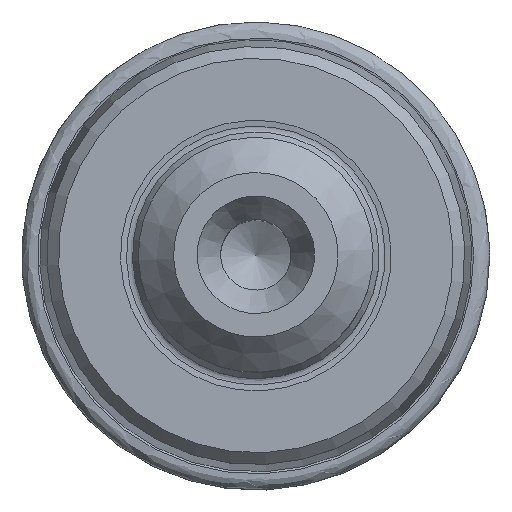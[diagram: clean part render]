
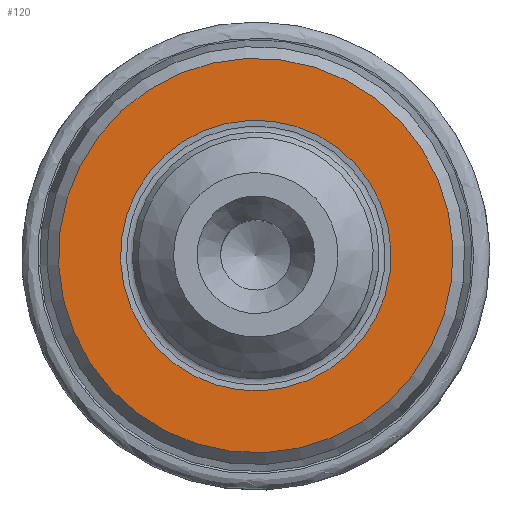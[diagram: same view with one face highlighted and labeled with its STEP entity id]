
A CAD part, top view. The second image highlights one B-rep face of the part: STEP entity #120.
In plain terms, the highlighted planar face has unit normal (0, 0, 1).
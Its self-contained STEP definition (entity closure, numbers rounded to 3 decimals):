
#96=PLANE('',#572);
#120=ADVANCED_FACE('',(#186,#187),#96,.F.);
#186=FACE_BOUND('',#271,.T.);
#187=FACE_BOUND('',#272,.T.);
#271=EDGE_LOOP('',(#355));
#272=EDGE_LOOP('',(#356));
#355=ORIENTED_EDGE('',*,*,#472,.T.);
#356=ORIENTED_EDGE('',*,*,#473,.T.);
#429=VERTEX_POINT('',#825);
#430=VERTEX_POINT('',#827);
#472=EDGE_CURVE('',#429,#429,#514,.T.);
#473=EDGE_CURVE('',#430,#430,#515,.T.);
#514=CIRCLE('',#570,8.4);
#515=CIRCLE('',#571,5.762);
#570=AXIS2_PLACEMENT_3D('',#824,#669,#670);
#571=AXIS2_PLACEMENT_3D('',#826,#671,#672);
#572=AXIS2_PLACEMENT_3D('',#828,#673,#674);
#669=DIRECTION('',(0.,0.,1.));
#670=DIRECTION('',(0.221,-0.975,0.));
#671=DIRECTION('',(0.,0.,-1.));
#672=DIRECTION('',(0.221,-0.975,0.));
#673=DIRECTION('',(0.,0.,-1.));
#674=DIRECTION('',(0.221,-0.975,0.));
#824=CARTESIAN_POINT('',(0.,0.,5.001));
#825=CARTESIAN_POINT('',(1.853,-8.193,5.001));
#826=CARTESIAN_POINT('',(0.,0.,5.001));
#827=CARTESIAN_POINT('',(1.271,-5.62,5.001));
#828=CARTESIAN_POINT('',(1.271,-5.62,5.001));
